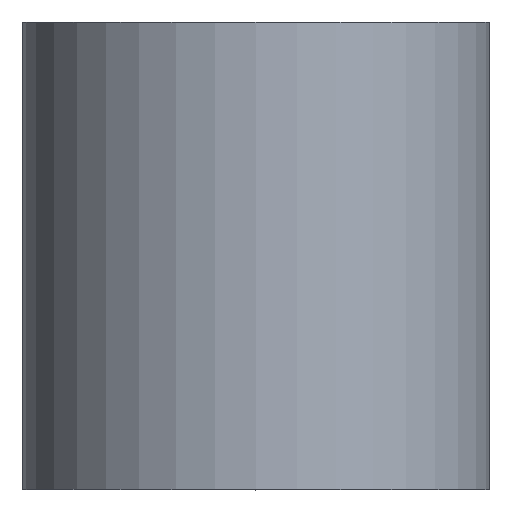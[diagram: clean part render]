
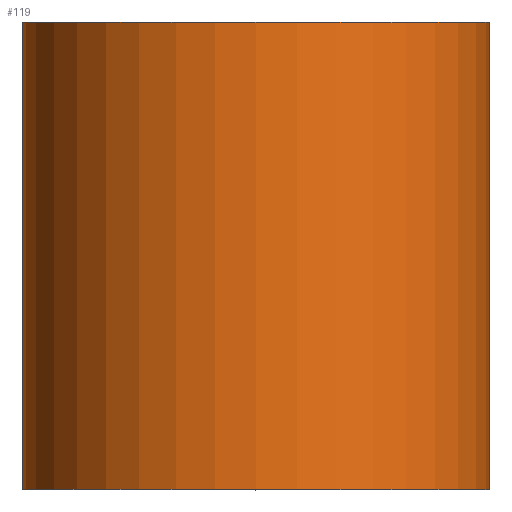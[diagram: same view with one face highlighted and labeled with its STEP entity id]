
A CAD part, top view. The second image highlights one B-rep face of the part: STEP entity #119.
In plain terms, the highlighted cylindrical face has radius 15 mm (diameter 30 mm), a full revolution.
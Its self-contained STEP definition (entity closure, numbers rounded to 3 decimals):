
#23=CYLINDRICAL_SURFACE('',#131,15.);
#26=ORIENTED_EDGE('',*,*,#36,.F.);
#27=ORIENTED_EDGE('',*,*,#35,.T.);
#35=EDGE_CURVE('',#40,#40,#46,.T.);
#36=EDGE_CURVE('',#41,#41,#47,.T.);
#40=VERTEX_POINT('',#167);
#41=VERTEX_POINT('',#170);
#46=CIRCLE('',#130,15.);
#47=CIRCLE('',#132,15.);
#52=EDGE_LOOP('',(#26));
#53=EDGE_LOOP('',(#27));
#62=FACE_BOUND('',#52,.T.);
#63=FACE_BOUND('',#53,.T.);
#119=ADVANCED_FACE('',(#62,#63),#23,.T.);
#130=AXIS2_PLACEMENT_3D('',#166,#144,#145);
#131=AXIS2_PLACEMENT_3D('',#168,#146,#147);
#132=AXIS2_PLACEMENT_3D('',#169,#148,#149);
#144=DIRECTION('',(0.,-1.,0.));
#145=DIRECTION('',(1.,0.,0.));
#146=DIRECTION('',(0.,-1.,0.));
#147=DIRECTION('',(1.,0.,0.));
#148=DIRECTION('',(0.,-1.,0.));
#149=DIRECTION('',(1.,0.,0.));
#166=CARTESIAN_POINT('',(0.,30.,0.));
#167=CARTESIAN_POINT('',(15.,30.,0.));
#168=CARTESIAN_POINT('',(0.,0.,0.));
#169=CARTESIAN_POINT('',(0.,0.,0.));
#170=CARTESIAN_POINT('',(15.,0.,0.));
